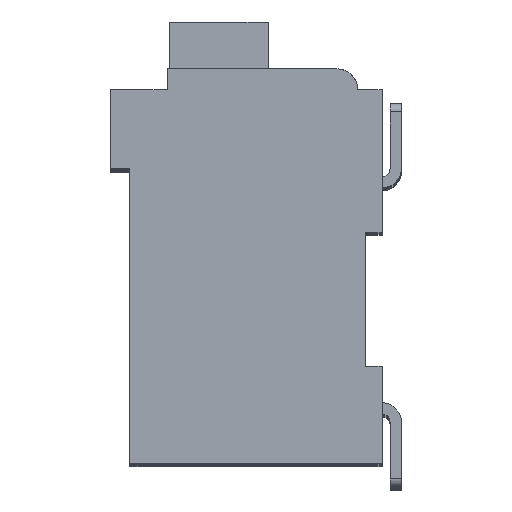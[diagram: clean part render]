
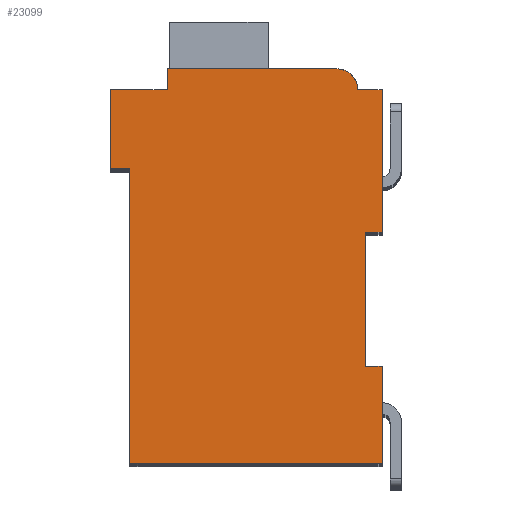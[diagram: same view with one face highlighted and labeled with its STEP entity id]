
A CAD part, top view. The second image highlights one B-rep face of the part: STEP entity #23099.
In plain terms, the highlighted planar face has unit normal (0, 0, 1).
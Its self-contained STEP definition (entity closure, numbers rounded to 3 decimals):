
#4168=DIRECTION('',(1.,0.,0.));
#4169=VECTOR('',#4168,0.5);
#4170=CARTESIAN_POINT('',(7.3,7.15,2.1));
#4171=LINE('',#4170,#4169);
#4172=DIRECTION('',(0.,1.,0.));
#4173=VECTOR('',#4172,4.15);
#4174=CARTESIAN_POINT('',(7.3,3.,2.1));
#4175=LINE('',#4174,#4173);
#4176=DIRECTION('',(-1.,0.,0.));
#4177=VECTOR('',#4176,0.5);
#4178=CARTESIAN_POINT('',(7.8,3.,2.1));
#4179=LINE('',#4178,#4177);
#4180=DIRECTION('',(0.,1.,0.));
#4181=VECTOR('',#4180,3.);
#4182=CARTESIAN_POINT('',(7.8,0.,2.1));
#4183=LINE('',#4182,#4181);
#4184=DIRECTION('',(1.,0.,0.));
#4185=VECTOR('',#4184,7.8);
#4186=CARTESIAN_POINT('',(0.,0.,2.1));
#4187=LINE('',#4186,#4185);
#4188=DIRECTION('',(0.,-1.,0.));
#4189=VECTOR('',#4188,9.1);
#4190=CARTESIAN_POINT('',(0.,9.1,2.1));
#4191=LINE('',#4190,#4189);
#4192=DIRECTION('',(1.,0.,0.));
#4193=VECTOR('',#4192,0.6);
#4194=CARTESIAN_POINT('',(-0.6,9.1,2.1));
#4195=LINE('',#4194,#4193);
#4196=DIRECTION('',(0.,-1.,0.));
#4197=VECTOR('',#4196,2.45);
#4198=CARTESIAN_POINT('',(-0.6,11.55,2.1));
#4199=LINE('',#4198,#4197);
#4200=DIRECTION('',(-1.,0.,0.));
#4201=VECTOR('',#4200,1.75);
#4202=CARTESIAN_POINT('',(1.15,11.55,2.1));
#4203=LINE('',#4202,#4201);
#4204=DIRECTION('',(0.,-1.,0.));
#4205=VECTOR('',#4204,0.65);
#4206=CARTESIAN_POINT('',(1.15,12.2,2.1));
#4207=LINE('',#4206,#4205);
#4208=DIRECTION('',(-1.,0.,0.));
#4209=VECTOR('',#4208,5.25);
#4210=CARTESIAN_POINT('',(6.4,12.2,2.1));
#4211=LINE('',#4210,#4209);
#4212=CARTESIAN_POINT('',(6.4,11.55,2.1));
#4213=DIRECTION('',(0.,0.,1.));
#4214=DIRECTION('',(1.,0.,0.));
#4215=AXIS2_PLACEMENT_3D('',#4212,#4213,#4214);
#4217=DIRECTION('',(-1.,0.,0.));
#4218=VECTOR('',#4217,0.75);
#4219=CARTESIAN_POINT('',(7.8,11.55,2.1));
#4220=LINE('',#4219,#4218);
#4221=DIRECTION('',(0.,1.,0.));
#4222=VECTOR('',#4221,4.4);
#4223=CARTESIAN_POINT('',(7.8,7.15,2.1));
#4224=LINE('',#4223,#4222);
#14995=CARTESIAN_POINT('',(7.3,7.15,2.1));
#14996=CARTESIAN_POINT('',(7.8,7.15,2.1));
#14997=VERTEX_POINT('',#14995);
#14998=VERTEX_POINT('',#14996);
#14999=CARTESIAN_POINT('',(7.8,11.55,2.1));
#15000=VERTEX_POINT('',#14999);
#15001=CARTESIAN_POINT('',(7.05,11.55,2.1));
#15002=VERTEX_POINT('',#15001);
#15003=CARTESIAN_POINT('',(6.4,12.2,2.1));
#15004=VERTEX_POINT('',#15003);
#15005=CARTESIAN_POINT('',(1.15,12.2,2.1));
#15006=VERTEX_POINT('',#15005);
#15007=CARTESIAN_POINT('',(1.15,11.55,2.1));
#15008=VERTEX_POINT('',#15007);
#15009=CARTESIAN_POINT('',(-0.6,11.55,2.1));
#15010=VERTEX_POINT('',#15009);
#15011=CARTESIAN_POINT('',(-0.6,9.1,2.1));
#15012=VERTEX_POINT('',#15011);
#15013=CARTESIAN_POINT('',(0.,9.1,2.1));
#15014=VERTEX_POINT('',#15013);
#15015=CARTESIAN_POINT('',(0.,0.,2.1));
#15016=VERTEX_POINT('',#15015);
#15017=CARTESIAN_POINT('',(7.8,0.,2.1));
#15018=VERTEX_POINT('',#15017);
#15019=CARTESIAN_POINT('',(7.8,3.,2.1));
#15020=VERTEX_POINT('',#15019);
#15021=CARTESIAN_POINT('',(7.3,3.,2.1));
#15022=VERTEX_POINT('',#15021);
#23075=CARTESIAN_POINT('',(0.,0.,2.1));
#23076=DIRECTION('',(0.,0.,1.));
#23077=DIRECTION('',(1.,0.,0.));
#23078=AXIS2_PLACEMENT_3D('',#23075,#23076,#23077);
#23079=PLANE('',#23078);
#23080=ORIENTED_EDGE('',*,*,#19676,.F.);
#23081=ORIENTED_EDGE('',*,*,#20427,.F.);
#23083=ORIENTED_EDGE('',*,*,#23082,.F.);
#23085=ORIENTED_EDGE('',*,*,#23084,.F.);
#23087=ORIENTED_EDGE('',*,*,#23086,.F.);
#23088=ORIENTED_EDGE('',*,*,#21014,.F.);
#23089=ORIENTED_EDGE('',*,*,#21166,.F.);
#23090=ORIENTED_EDGE('',*,*,#21440,.F.);
#23091=ORIENTED_EDGE('',*,*,#21719,.F.);
#23092=ORIENTED_EDGE('',*,*,#21788,.F.);
#23093=ORIENTED_EDGE('',*,*,#22202,.F.);
#23094=ORIENTED_EDGE('',*,*,#22821,.F.);
#23095=ORIENTED_EDGE('',*,*,#22669,.F.);
#23096=ORIENTED_EDGE('',*,*,#20083,.F.);
#23097=EDGE_LOOP('',(#23080,#23081,#23083,#23085,#23087,#23088,#23089,#23090,
#23091,#23092,#23093,#23094,#23095,#23096));
#23098=FACE_OUTER_BOUND('',#23097,.F.);
#4216=CIRCLE('',#4215,0.65);
#19676=EDGE_CURVE('',#14997,#14998,#4171,.T.);
#20083=EDGE_CURVE('',#14998,#15000,#4224,.T.);
#20427=EDGE_CURVE('',#15022,#14997,#4175,.T.);
#21014=EDGE_CURVE('',#15014,#15016,#4191,.T.);
#21166=EDGE_CURVE('',#15012,#15014,#4195,.T.);
#21440=EDGE_CURVE('',#15010,#15012,#4199,.T.);
#21719=EDGE_CURVE('',#15008,#15010,#4203,.T.);
#21788=EDGE_CURVE('',#15006,#15008,#4207,.T.);
#22202=EDGE_CURVE('',#15004,#15006,#4211,.T.);
#22669=EDGE_CURVE('',#15000,#15002,#4220,.T.);
#22821=EDGE_CURVE('',#15002,#15004,#4216,.T.);
#23082=EDGE_CURVE('',#15020,#15022,#4179,.T.);
#23084=EDGE_CURVE('',#15018,#15020,#4183,.T.);
#23086=EDGE_CURVE('',#15016,#15018,#4187,.T.);
#23099=ADVANCED_FACE('',(#23098),#23079,.T.);
